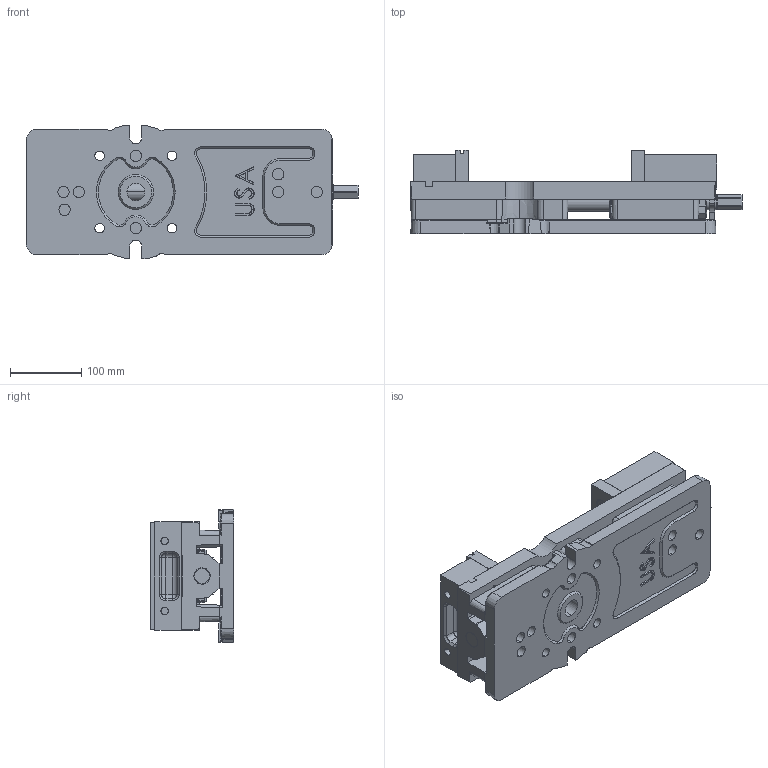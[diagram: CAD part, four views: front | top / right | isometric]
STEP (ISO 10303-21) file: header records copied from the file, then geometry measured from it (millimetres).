
FILE_DESCRIPTION (( 'STEP AP214' ), '1' );
FILE_NAME ('Kurt-DX6-WEB.STEP', '2018-12-15T01:08:21', ( '' ), ( '' ), 'SwSTEP 2.0', 'SolidWorks 2018', '' );
FILE_SCHEMA (( 'AUTOMOTIVE_DESIGN' ));
Length unit declared in the file: inch
Products named in the file (1): Kurt-DX6-WEB
Bounding box: 466.26 x 117.09 x 187.84 mm (x, y, z)
Volume: 4218754.4 mm3; surface area: 653740.2 mm2
Topology: 17 solids, 17 shells, 960 faces, 2428 edges, 1523 vertices
Faces by surface type: plane 514, cylinder 237, cone 134, bspline 34, torus 27, sphere 14
Entity records: 44210 total; most frequent: CARTESIAN_POINT 8545, ORIENTED_EDGE 4812, DIRECTION 4710, EDGE_CURVE 2406, AXIS2_PLACEMENT_3D 1592, LINE 1526, VECTOR 1526, VERTEX_POINT 1523
